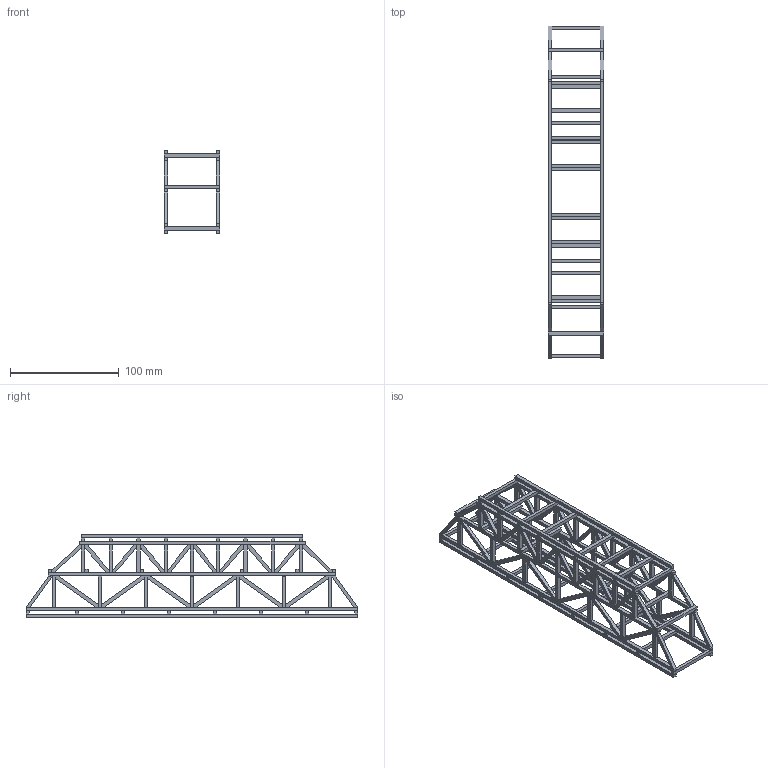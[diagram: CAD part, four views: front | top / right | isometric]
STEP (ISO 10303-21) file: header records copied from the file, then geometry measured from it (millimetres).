
FILE_DESCRIPTION(/* description */ ('STEP AP242','CAx-IF Rec.Pracs.---Representation and Presentation of Product Manufacturing Information (PMI)---4.0---2014-10-13','CAx-IF Rec.Pracs.---3D Tessellated Geometry---0.4---2014-09-14','2;1'),/* implementation_level */ '2;1');
FILE_NAME(/* name */ '67b213fa3c7eca721f910d78',/* time_stamp */ '2025-02-16T16:36:11Z',/* author */ (''),/* organization */ (''),/* preprocessor_version */ 'ST-DEVELOPER v20',/* originating_system */ 'ONSHAPE BY PTC INC, 1.193',/* authorisation */ ' ');
FILE_SCHEMA (('AP242_MANAGED_MODEL_BASED_3D_ENGINEERING_MIM_LF { 1 0 10303 442 1 1 4 }'));
Length unit declared in the file: metre
Products named in the file (116): Part 100; Part 12; Part 91; Part 24; Part 101; Part 13; Part 92; Part 115; Part 25; Part 102; Part 14; Part 93; Part 26; Part 103; Part 15; Part 94; Part 55; Part 27; Part 104; Part 16; Part 95; Part 53; Part 28; Part 17; Part 54; Part 29; Part 18; Part 105; Part 106; Part 40; Part 30; Part 107; Part 41; Part 31; Part 108; Part 42; Part 32; Part 109; Part 43; Part 33 ...
Bounding box: 50.8 x 304.8 x 76.2 mm (x, y, z)
Volume: 63649.9 mm3; surface area: 82560.9 mm2
Topology: 116 solids, 116 shells, 760 faces, 1584 edges, 1056 vertices
Faces by surface type: plane 760
Entity records: 22645 total; most frequent: CARTESIAN_POINT 3516, DIRECTION 3336, ORIENTED_EDGE 3168, EDGE_CURVE 1584, LINE 1584, VECTOR 1584, VERTEX_POINT 1056, AXIS2_PLACEMENT_3D 876
